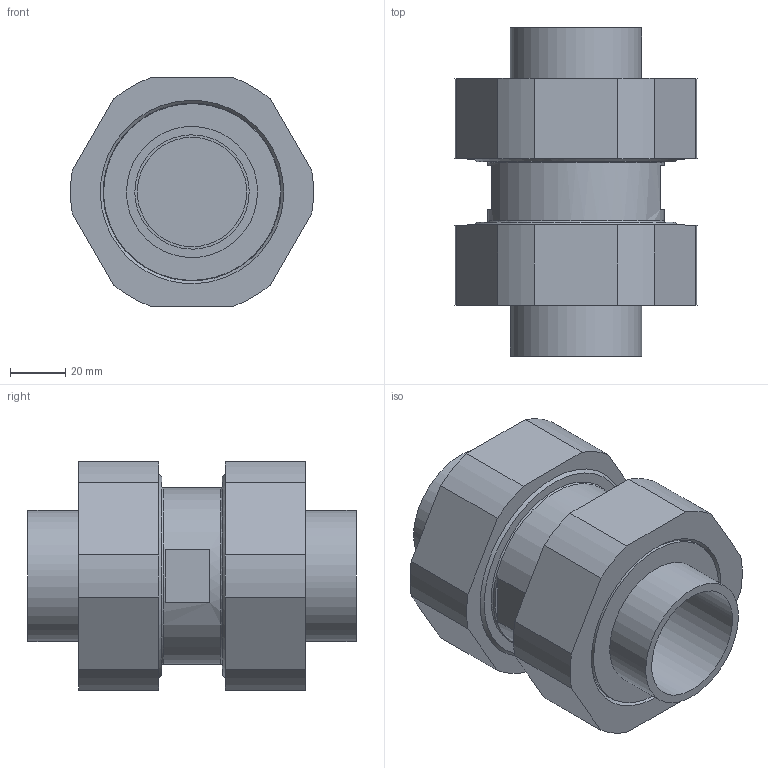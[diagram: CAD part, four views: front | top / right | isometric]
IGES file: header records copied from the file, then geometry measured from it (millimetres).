
Global section: file name: 304789A_Simplify_1; native system: Autodesk Inventor 2025; preprocessor: unknown; author: ischreiner; date: 20250820.144820; units: inch
Bounding box: 87.99 x 118.96 x 82.8 mm (x, y, z)
Volume: 405420.6 mm3; surface area: 91560.5 mm2
Topology: 5 solids, 5 shells, 81 faces, 198 edges, 139 vertices
Faces by surface type: bspline 81
